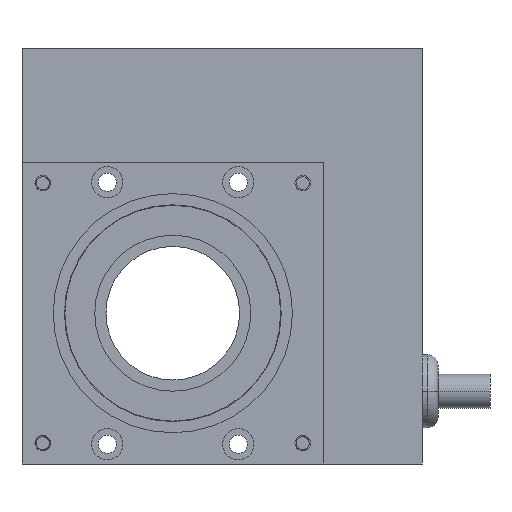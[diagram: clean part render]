
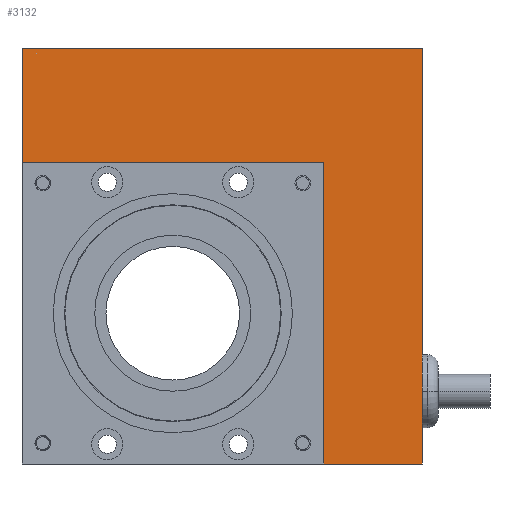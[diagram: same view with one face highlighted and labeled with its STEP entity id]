
A CAD part, front view. The second image highlights one B-rep face of the part: STEP entity #3132.
In plain terms, the highlighted planar face has unit normal (0, -1, 0).
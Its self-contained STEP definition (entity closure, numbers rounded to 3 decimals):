
#78=DIRECTION('',(0.,0.,1.));
#79=VECTOR('',#78,22.);
#80=CARTESIAN_POINT('',(-29.,0.,29.));
#81=LINE('',#80,#79);
#116=DIRECTION('',(1.,0.,0.));
#117=VECTOR('',#116,58.);
#118=CARTESIAN_POINT('',(-29.,0.,29.));
#119=LINE('',#118,#117);
#120=DIRECTION('',(-1.,0.,0.));
#121=VECTOR('',#120,77.);
#122=CARTESIAN_POINT('',(48.,0.,51.));
#123=LINE('',#122,#121);
#124=DIRECTION('',(1.,0.,0.));
#125=VECTOR('',#124,19.);
#126=CARTESIAN_POINT('',(29.,0.,-29.));
#127=LINE('',#126,#125);
#136=DIRECTION('',(0.,0.,1.));
#137=VECTOR('',#136,58.);
#138=CARTESIAN_POINT('',(29.,0.,-29.));
#139=LINE('',#138,#137);
#194=DIRECTION('',(0.,0.,-1.));
#195=VECTOR('',#194,80.);
#196=CARTESIAN_POINT('',(48.,0.,51.));
#197=LINE('',#196,#195);
#2494=CARTESIAN_POINT('',(-29.,0.,29.));
#2495=CARTESIAN_POINT('',(29.,0.,29.));
#2496=VERTEX_POINT('',#2494);
#2497=VERTEX_POINT('',#2495);
#2518=CARTESIAN_POINT('',(29.,0.,-29.));
#2519=VERTEX_POINT('',#2518);
#2524=CARTESIAN_POINT('',(48.,0.,-29.));
#2525=VERTEX_POINT('',#2524);
#2526=CARTESIAN_POINT('',(48.,0.,51.));
#2527=VERTEX_POINT('',#2526);
#2528=CARTESIAN_POINT('',(-29.,0.,51.));
#2529=VERTEX_POINT('',#2528);
#3114=CARTESIAN_POINT('',(48.,0.,-29.));
#3115=DIRECTION('',(0.,-1.,0.));
#3116=DIRECTION('',(1.,0.,0.));
#3117=AXIS2_PLACEMENT_3D('',#3114,#3115,#3116);
#3118=PLANE('',#3117);
#3120=ORIENTED_EDGE('',*,*,#3119,.F.);
#3121=ORIENTED_EDGE('',*,*,#3083,.T.);
#3123=ORIENTED_EDGE('',*,*,#3122,.F.);
#3125=ORIENTED_EDGE('',*,*,#3124,.T.);
#3127=ORIENTED_EDGE('',*,*,#3126,.F.);
#3129=ORIENTED_EDGE('',*,*,#3128,.T.);
#3130=EDGE_LOOP('',(#3120,#3121,#3123,#3125,#3127,#3129));
#3131=FACE_OUTER_BOUND('',#3130,.F.);
#3083=EDGE_CURVE('',#2496,#2529,#81,.T.);
#3119=EDGE_CURVE('',#2496,#2497,#119,.T.);
#3122=EDGE_CURVE('',#2527,#2529,#123,.T.);
#3124=EDGE_CURVE('',#2527,#2525,#197,.T.);
#3126=EDGE_CURVE('',#2519,#2525,#127,.T.);
#3128=EDGE_CURVE('',#2519,#2497,#139,.T.);
#3132=ADVANCED_FACE('',(#3131),#3118,.T.);
